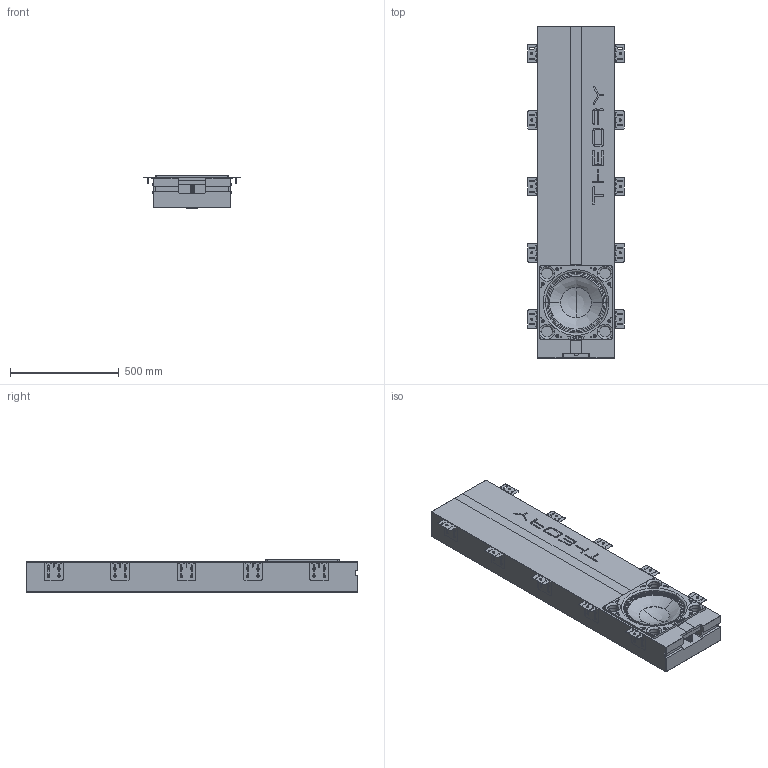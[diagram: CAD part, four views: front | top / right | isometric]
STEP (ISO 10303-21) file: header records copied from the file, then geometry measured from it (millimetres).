
FILE_DESCRIPTION (( 'STEP AP214' ), '1' );
FILE_NAME ('iws12-6 Exterior Faces Rev A 230828.STEP', '2023-08-28T17:39:52', ( '' ), ( '' ), 'SwSTEP 2.0', 'SolidWorks 2023', '' );
FILE_SCHEMA (( 'AUTOMOTIVE_DESIGN' ));
Products named in the file (1): iws12-6 Exterior Faces Rev A 230828
Bounding box: 444.5 x 1524 x 149.48 mm (x, y, z)
Surface area: 2025359.3 mm2 (no closed solid volume)
Topology: 0 solids, 212 shells, 1101 faces, 5794 edges, 4796 vertices
Faces by surface type: plane 396, cylinder 381, bspline 168, sphere 82, cone 58, torus 16
Entity records: 137421 total; most frequent: CARTESIAN_POINT 96840, DIRECTION 7382, ORIENTED_EDGE 7276, EDGE_CURVE 5783, VERTEX_POINT 4795, VECTOR 2712, LINE 2712, AXIS2_PLACEMENT_3D 2335
